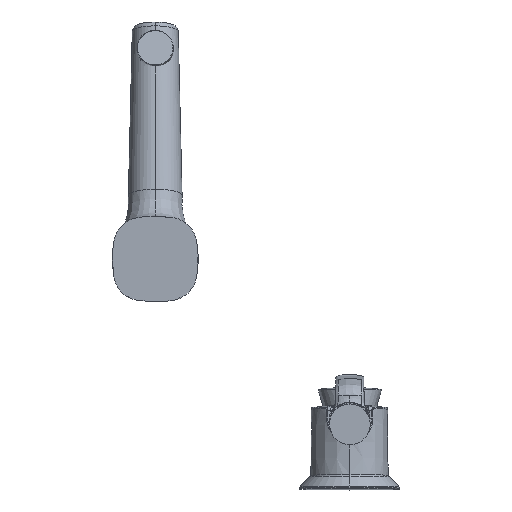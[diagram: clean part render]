
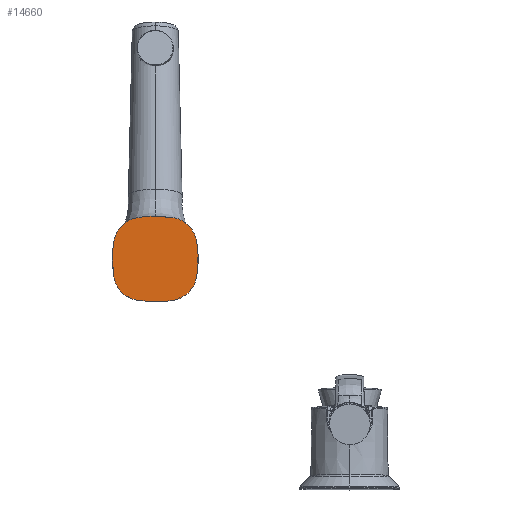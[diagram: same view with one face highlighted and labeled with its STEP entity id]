
A CAD part, front view. The second image highlights one B-rep face of the part: STEP entity #14660.
In plain terms, the highlighted planar face has unit normal (0, -1, 0).
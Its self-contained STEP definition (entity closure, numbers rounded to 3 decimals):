
#209 = VERTEX_POINT ( 'NONE', #25466 ) ;
#452 = CARTESIAN_POINT ( 'NONE',  ( 0., 0.104, 24.25 ) ) ;
#1450 = CARTESIAN_POINT ( 'NONE',  ( 13.142, 0.104, 22.66 ) ) ;
#1542 = CARTESIAN_POINT ( 'NONE',  ( 24.251, 0.104, -3.373 ) ) ;
#1638 = CARTESIAN_POINT ( 'NONE',  ( 3.385, 0.104, -24.25 ) ) ;
#2093 = EDGE_CURVE ( 'NONE', #209, #2931, #14524, .T. ) ;
#2622 = CARTESIAN_POINT ( 'NONE',  ( -21.101, 0.104, -16.271 ) ) ;
#2931 = VERTEX_POINT ( 'NONE', #452 ) ;
#3123 = CARTESIAN_POINT ( 'NONE',  ( -13.164, 0.104, -22.652 ) ) ;
#3392 = CARTESIAN_POINT ( 'NONE',  ( -6.707, 0.104, -23.96 ) ) ;
#3608 = CARTESIAN_POINT ( 'NONE',  ( 17.625, 0.104, 20.127 ) ) ;
#3695 = CARTESIAN_POINT ( 'NONE',  ( 23.078, 0.104, -11.73 ) ) ;
#4020 = CARTESIAN_POINT ( 'NONE',  ( -11.746, 0.104, -23.075 ) ) ;
#4291 = CARTESIAN_POINT ( 'NONE',  ( -23.962, 0.104, -6.693 ) ) ;
#4478 = CARTESIAN_POINT ( 'NONE',  ( 0., 0.104, -24.25 ) ) ;
#5539 = CARTESIAN_POINT ( 'NONE',  ( -24.251, 0.104, -3.373 ) ) ;
#5754 = CARTESIAN_POINT ( 'NONE',  ( 18.868, 0.104, 18.886 ) ) ;
#5851 = CARTESIAN_POINT ( 'NONE',  ( 21.101, 0.104, -16.271 ) ) ;
#5993 = CARTESIAN_POINT ( 'NONE',  ( -17.625, 0.104, 20.127 ) ) ;
#6482 = DIRECTION ( 'NONE',  ( 0., -1., 0. ) ) ;
#6686 = B_SPLINE_CURVE_WITH_KNOTS ( 'NONE', 3,
 ( #24945, #9977, #27107, #14313, #1450, #16485, #3608, #18641, #5754, #20782, #7916, #22896, #10070, #25037, #12247, #27193, #14405, #1542, #16578, #3695, #18735, #5851, #20872, #8008, #22986, #10166, #25130, #12338, #27280, #14497, #1638, #16664 ),
 .UNSPECIFIED., .F., .F.,
 ( 4, 2, 2, 2, 2, 2, 2, 2, 2, 2, 2, 2, 2, 2, 2, 4 ),
 ( 0., 0.123, 0.186, 0.25, 0.25, 0.314, 0.377, 0.5, 0.5, 0.623, 0.686, 0.75, 0.75, 0.814, 0.877, 1. ),
 .UNSPECIFIED. ) ;
#7296 = CARTESIAN_POINT ( 'NONE',  ( -24.25, 0.104, 0.012 ) ) ;
#7437 = FACE_OUTER_BOUND ( 'NONE', #12186, .T. ) ;
#7885 = CARTESIAN_POINT ( 'NONE',  ( -23.959, 0.104, 6.717 ) ) ;
#7916 = CARTESIAN_POINT ( 'NONE',  ( 21.087, 0.104, 16.292 ) ) ;
#8008 = CARTESIAN_POINT ( 'NONE',  ( 18.884, 0.104, -18.871 ) ) ;
#9580 = CARTESIAN_POINT ( 'NONE',  ( -22.66, 0.104, -13.142 ) ) ;
#9977 = CARTESIAN_POINT ( 'NONE',  ( 3.379, 0.104, 24.25 ) ) ;
#10070 = CARTESIAN_POINT ( 'NONE',  ( 23.073, 0.104, 11.751 ) ) ;
#10166 = CARTESIAN_POINT ( 'NONE',  ( 17.64, 0.104, -20.115 ) ) ;
#10228 = ORIENTED_EDGE ( 'NONE', *, *, #2093, .F. ) ;
#11565 = CARTESIAN_POINT ( 'NONE',  ( -18.881, 0.104, -18.873 ) ) ;
#12186 = EDGE_LOOP ( 'NONE', ( #10228, #20160 ) ) ;
#12247 = CARTESIAN_POINT ( 'NONE',  ( 24.249, 0.104, 3.397 ) ) ;
#12338 = CARTESIAN_POINT ( 'NONE',  ( 13.164, 0.104, -22.652 ) ) ;
#12843 = CARTESIAN_POINT ( 'NONE',  ( -16.287, 0.104, -21.09 ) ) ;
#13318 = CARTESIAN_POINT ( 'NONE',  ( -18.868, 0.104, 18.886 ) ) ;
#13414 = CARTESIAN_POINT ( 'NONE',  ( -11.73, 0.104, 23.078 ) ) ;
#13514 = CARTESIAN_POINT ( 'NONE',  ( -21.087, 0.104, 16.292 ) ) ;
#13602 = CARTESIAN_POINT ( 'NONE',  ( -24.25, 0.104, 0.011 ) ) ;
#14313 = CARTESIAN_POINT ( 'NONE',  ( 11.73, 0.104, 23.078 ) ) ;
#14405 = CARTESIAN_POINT ( 'NONE',  ( 24.25, 0.104, 0.011 ) ) ;
#14497 = CARTESIAN_POINT ( 'NONE',  ( 6.707, 0.104, -23.96 ) ) ;
#14524 = B_SPLINE_CURVE_WITH_KNOTS ( 'NONE', 3,
 ( #4478, #21457, #3392, #4020, #3123, #12843, #15390, #11565, #15672, #17751, #2622, #9580, #22115, #4291, #5539, #13602, #7296, #15900, #7885, #24151, #23873, #13514, #21929, #13318, #22417, #5993, #21364, #20841, #13414, #17265, #18423, #26606 ),
 .UNSPECIFIED., .F., .F.,
 ( 4, 2, 2, 2, 2, 2, 2, 2, 2, 2, 2, 2, 2, 2, 2, 4 ),
 ( 0., 0.123, 0.186, 0.25, 0.25, 0.314, 0.377, 0.5, 0.5, 0.623, 0.686, 0.75, 0.75, 0.814, 0.877, 1. ),
 .UNSPECIFIED. ) ;
#14660 = ADVANCED_FACE ( 'NONE', ( #7437 ), #19365, .T. ) ;
#15390 = CARTESIAN_POINT ( 'NONE',  ( -17.64, 0.104, -20.115 ) ) ;
#15672 = CARTESIAN_POINT ( 'NONE',  ( -18.884, 0.104, -18.871 ) ) ;
#15900 = CARTESIAN_POINT ( 'NONE',  ( -24.249, 0.104, 3.397 ) ) ;
#16485 = CARTESIAN_POINT ( 'NONE',  ( 16.271, 0.104, 21.101 ) ) ;
#16578 = CARTESIAN_POINT ( 'NONE',  ( 23.962, 0.104, -6.693 ) ) ;
#16664 = CARTESIAN_POINT ( 'NONE',  ( 0., 0.104, -24.25 ) ) ;
#17265 = CARTESIAN_POINT ( 'NONE',  ( -6.696, 0.104, 23.961 ) ) ;
#17751 = CARTESIAN_POINT ( 'NONE',  ( -20.126, 0.104, -17.626 ) ) ;
#18423 = CARTESIAN_POINT ( 'NONE',  ( -3.379, 0.104, 24.25 ) ) ;
#18641 = CARTESIAN_POINT ( 'NONE',  ( 18.868, 0.104, 18.886 ) ) ;
#18735 = CARTESIAN_POINT ( 'NONE',  ( 22.66, 0.104, -13.142 ) ) ;
#19365 = PLANE ( 'NONE',  #26701 ) ;
#20160 = ORIENTED_EDGE ( 'NONE', *, *, #25061, .F. ) ;
#20782 = CARTESIAN_POINT ( 'NONE',  ( 20.111, 0.104, 17.646 ) ) ;
#20841 = CARTESIAN_POINT ( 'NONE',  ( -13.142, 0.104, 22.66 ) ) ;
#20872 = CARTESIAN_POINT ( 'NONE',  ( 20.126, 0.104, -17.626 ) ) ;
#21364 = CARTESIAN_POINT ( 'NONE',  ( -16.271, 0.104, 21.101 ) ) ;
#21457 = CARTESIAN_POINT ( 'NONE',  ( -3.385, 0.104, -24.25 ) ) ;
#21502 = DIRECTION ( 'NONE',  ( 0., 0., 1. ) ) ;
#21929 = CARTESIAN_POINT ( 'NONE',  ( -20.111, 0.104, 17.646 ) ) ;
#22115 = CARTESIAN_POINT ( 'NONE',  ( -23.078, 0.104, -11.73 ) ) ;
#22417 = CARTESIAN_POINT ( 'NONE',  ( -18.868, 0.104, 18.886 ) ) ;
#22896 = CARTESIAN_POINT ( 'NONE',  ( 22.649, 0.104, 13.17 ) ) ;
#22986 = CARTESIAN_POINT ( 'NONE',  ( 18.881, 0.104, -18.873 ) ) ;
#23873 = CARTESIAN_POINT ( 'NONE',  ( -22.649, 0.104, 13.17 ) ) ;
#24151 = CARTESIAN_POINT ( 'NONE',  ( -23.073, 0.104, 11.751 ) ) ;
#24945 = CARTESIAN_POINT ( 'NONE',  ( 0., 0.104, 24.25 ) ) ;
#25037 = CARTESIAN_POINT ( 'NONE',  ( 23.959, 0.104, 6.717 ) ) ;
#25061 = EDGE_CURVE ( 'NONE', #2931, #209, #6686, .T. ) ;
#25130 = CARTESIAN_POINT ( 'NONE',  ( 16.287, 0.104, -21.09 ) ) ;
#25466 = CARTESIAN_POINT ( 'NONE',  ( 0., 0.104, -24.25 ) ) ;
#25677 = CARTESIAN_POINT ( 'NONE',  ( -24.251, 0.104, -24.25 ) ) ;
#26606 = CARTESIAN_POINT ( 'NONE',  ( 0., 0.104, 24.25 ) ) ;
#26701 = AXIS2_PLACEMENT_3D ( 'NONE', #25677, #6482, #21502 ) ;
#27107 = CARTESIAN_POINT ( 'NONE',  ( 6.696, 0.104, 23.961 ) ) ;
#27193 = CARTESIAN_POINT ( 'NONE',  ( 24.25, 0.104, 0.012 ) ) ;
#27280 = CARTESIAN_POINT ( 'NONE',  ( 11.746, 0.104, -23.075 ) ) ;
